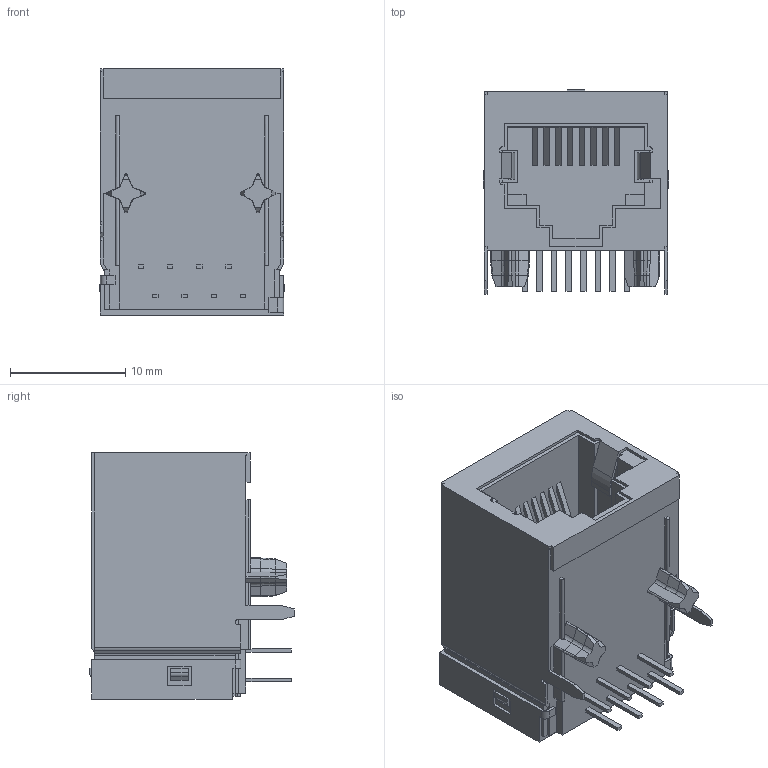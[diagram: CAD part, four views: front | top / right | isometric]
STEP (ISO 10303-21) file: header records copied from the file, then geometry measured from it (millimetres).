
FILE_DESCRIPTION((''),'2;1');
FILE_NAME('C-5558342-3','2016-01-30T',('workeradm'),('Tyco Electronics Ltd.'),'CREO PARAMETRIC BY PTC INC, 2015200','CREO PARAMETRIC BY PTC INC, 2015200','');
FILE_SCHEMA(('AUTOMOTIVE_DESIGN { 1 0 10303 214 1 1 1 1 }'));
Length unit declared in the file: millimetre
Products named in the file (1): C-5558342-3
Bounding box: 16.05 x 17.73 x 21.34 mm (x, y, z)
Volume: 3390.9 mm3; surface area: 2563 mm2
Topology: 1 solids, 1 shells, 411 faces, 1140 edges, 738 vertices
Faces by surface type: plane 327, cylinder 70, bspline 14
Entity records: 13542 total; most frequent: CARTESIAN_POINT 2935, ORIENTED_EDGE 2280, DIRECTION 2038, EDGE_CURVE 1140, VECTOR 992, LINE 992, VERTEX_POINT 738, AXIS2_PLACEMENT_3D 523
